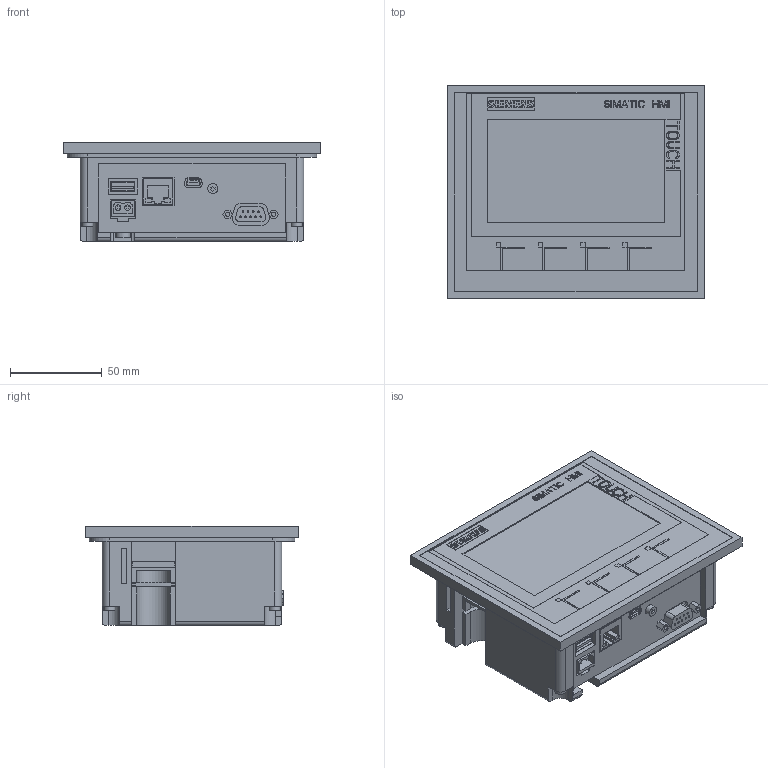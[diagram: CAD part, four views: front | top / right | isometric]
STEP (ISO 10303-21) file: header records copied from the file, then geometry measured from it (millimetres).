
FILE_DESCRIPTION(/* description */ (''),/* implementation_level */ '2;1');
FILE_NAME(/* name */ '6av21242dc010ax0_001_3d.stp',/* time_stamp */ '2011-03-02T12:10:21+01:00',/* author */ ('I. Payrits'),/* organization */ ('Siemens AG'),/* preprocessor_version */ 'ST-DEVELOPER v11',/* originating_system */ 'SIEMENS UGS NX 6.0',/* authorisation */ '');
FILE_SCHEMA (('AUTOMOTIVE_DESIGN { 1 0 10303 214 1 1 1 1 }'));
Products named in the file (4): A5E30292383A_001; A5E30291496A_001; A5E30291494A_001; A5E30291499A_001
Assembly tree (3 placements, depth 2):
  A5E30291499A_001
    A5E30291494A_001
    A5E30291496A_001
    A5E30292383A_001
Bounding box: 140 x 116 x 54.1 mm (x, y, z)
Volume: 621400.2 mm3; surface area: 104821 mm2
Topology: 212 solids, 212 shells, 2356 faces, 5708 edges, 3805 vertices
Faces by surface type: plane 1976, extrusion 240, cylinder 140
Full cylindrical faces by diameter (mm): 0.9 x9, 2.4 x2, 3 x2, 5.5 x1, 6 x4, 8 x1
Entity records: 80201 total; most frequent: CARTESIAN_POINT 23879, ORIENTED_EDGE 11324, DIRECTION 9942, EDGE_CURVE 5662, VECTOR 5142, LINE 4902, VERTEX_POINT 3805, EDGE_LOOP 2579
